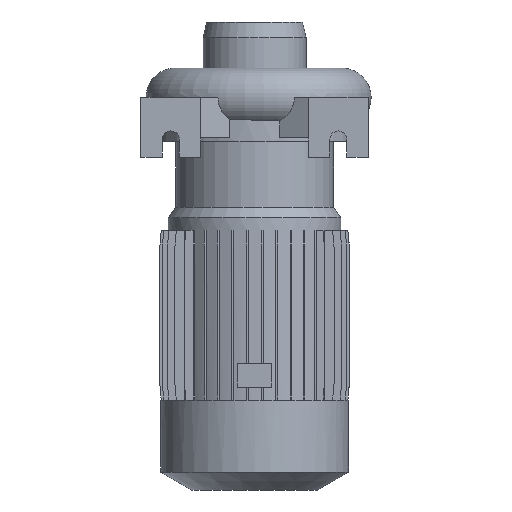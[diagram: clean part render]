
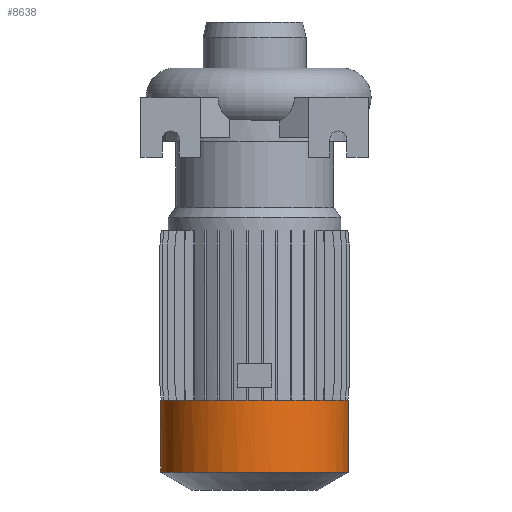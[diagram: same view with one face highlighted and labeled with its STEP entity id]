
A CAD part, front view. The second image highlights one B-rep face of the part: STEP entity #8638.
In plain terms, the highlighted cylindrical face has radius 78.5 mm (diameter 157 mm), a partial arc.
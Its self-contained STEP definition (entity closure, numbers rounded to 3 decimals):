
#384 = AXIS2_PLACEMENT_3D ( 'NONE', #7404, #11170, #2742 ) ;
#876 = VERTEX_POINT ( 'NONE', #3915 ) ;
#1369 = DIRECTION ( 'NONE',  ( 0., 0., 1. ) ) ;
#1487 = FACE_OUTER_BOUND ( 'NONE', #2820, .T. ) ;
#2742 = DIRECTION ( 'NONE',  ( 1., 0., 0. ) ) ;
#2820 = EDGE_LOOP ( 'NONE', ( #9577, #5367, #7465, #4622 ) ) ;
#3102 = CARTESIAN_POINT ( 'NONE',  ( 78.5, 0., -253. ) ) ;
#3204 = CIRCLE ( 'NONE', #6927, 78.5 ) ;
#3279 = DIRECTION ( 'NONE',  ( 1., 0., 0. ) ) ;
#3460 = DIRECTION ( 'NONE',  ( 0., 0., 1. ) ) ;
#3531 = CARTESIAN_POINT ( 'NONE',  ( 78.5, 0., 63. ) ) ;
#3888 = EDGE_CURVE ( 'NONE', #6159, #9650, #11958, .T. ) ;
#3915 = CARTESIAN_POINT ( 'NONE',  ( -78.5, 0., -253. ) ) ;
#4244 = EDGE_CURVE ( 'NONE', #8493, #876, #10840, .T. ) ;
#4327 = CARTESIAN_POINT ( 'NONE',  ( 0., 0., -253. ) ) ;
#4622 = ORIENTED_EDGE ( 'NONE', *, *, #6604, .F. ) ;
#5183 = CARTESIAN_POINT ( 'NONE',  ( -78.5, 0., 63. ) ) ;
#5231 = CYLINDRICAL_SURFACE ( 'NONE', #10720, 78.5 ) ;
#5276 = CIRCLE ( 'NONE', #384, 78.5 ) ;
#5335 = VECTOR ( 'NONE', #6092, 1000. ) ;
#5367 = ORIENTED_EDGE ( 'NONE', *, *, #9628, .T. ) ;
#5725 = VECTOR ( 'NONE', #7266, 1000. ) ;
#5822 = CARTESIAN_POINT ( 'NONE',  ( 78.5, 0., -313. ) ) ;
#6092 = DIRECTION ( 'NONE',  ( 0., 0., 1. ) ) ;
#6159 = VERTEX_POINT ( 'NONE', #5822 ) ;
#6604 = EDGE_CURVE ( 'NONE', #876, #9650, #3204, .T. ) ;
#6927 = AXIS2_PLACEMENT_3D ( 'NONE', #4327, #3460, #3279 ) ;
#7266 = DIRECTION ( 'NONE',  ( 0., 0., 1. ) ) ;
#7404 = CARTESIAN_POINT ( 'NONE',  ( 0., 0., -313. ) ) ;
#7465 = ORIENTED_EDGE ( 'NONE', *, *, #3888, .T. ) ;
#7694 = CARTESIAN_POINT ( 'NONE',  ( -78.5, 0., -313. ) ) ;
#8055 = DIRECTION ( 'NONE',  ( 1., 0., 0. ) ) ;
#8493 = VERTEX_POINT ( 'NONE', #7694 ) ;
#8638 = ADVANCED_FACE ( 'NONE', ( #1487 ), #5231, .T. ) ;
#9577 = ORIENTED_EDGE ( 'NONE', *, *, #4244, .F. ) ;
#9628 = EDGE_CURVE ( 'NONE', #8493, #6159, #5276, .T. ) ;
#9650 = VERTEX_POINT ( 'NONE', #3102 ) ;
#9787 = CARTESIAN_POINT ( 'NONE',  ( 0., 0., 63. ) ) ;
#10720 = AXIS2_PLACEMENT_3D ( 'NONE', #9787, #1369, #8055 ) ;
#10840 = LINE ( 'NONE', #5183, #5335 ) ;
#11170 = DIRECTION ( 'NONE',  ( 0., 0., 1. ) ) ;
#11958 = LINE ( 'NONE', #3531, #5725 ) ;
